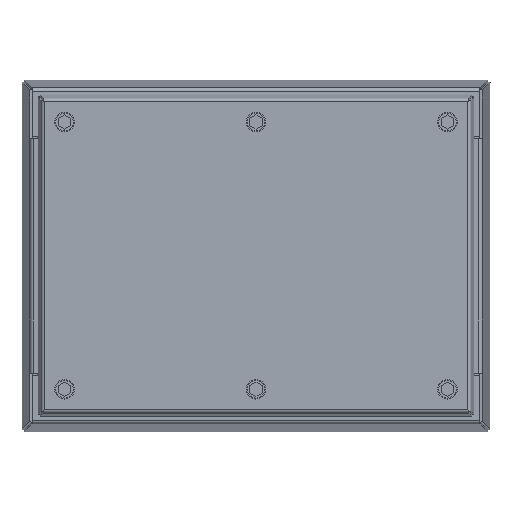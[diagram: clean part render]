
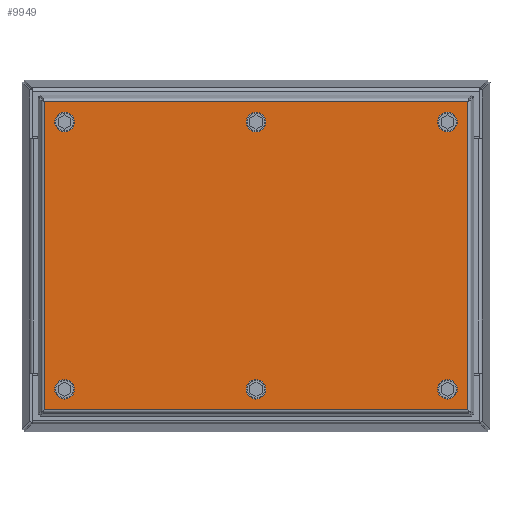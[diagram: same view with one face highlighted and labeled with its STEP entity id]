
A CAD part, top view. The second image highlights one B-rep face of the part: STEP entity #9949.
In plain terms, the highlighted planar face has unit normal (0, 0, 1).
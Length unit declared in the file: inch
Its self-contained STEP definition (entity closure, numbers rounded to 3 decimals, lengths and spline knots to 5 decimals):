
#523 = CARTESIAN_POINT ( 'NONE',  ( 0., 3.4095, 4.532 ) ) ;
#1124 = VERTEX_POINT ( 'NONE', #11084 ) ;
#1264 = EDGE_LOOP ( 'NONE', ( #8251 ) ) ;
#1271 = EDGE_CURVE ( 'NONE', #25302, #20982, #12250, .T. ) ;
#1855 = AXIS2_PLACEMENT_3D ( 'NONE', #18582, #20710, #18850 ) ;
#2686 = CIRCLE ( 'NONE', #1855, 0.1175 ) ;
#2786 = DIRECTION ( 'NONE',  ( 0., 0., -1. ) ) ;
#2903 = CARTESIAN_POINT ( 'NONE',  ( 0., 3.292, 4.532 ) ) ;
#3317 = CARTESIAN_POINT ( 'NONE',  ( 5.40084, 3.93434, 4.532 ) ) ;
#3331 = AXIS2_PLACEMENT_3D ( 'NONE', #22050, #19919, #8038 ) ;
#3446 = PLANE ( 'NONE',  #19094 ) ;
#3869 = AXIS2_PLACEMENT_3D ( 'NONE', #21982, #6135, #21602 ) ;
#4056 = AXIS2_PLACEMENT_3D ( 'NONE', #15526, #5906, #13932 ) ;
#5207 = VERTEX_POINT ( 'NONE', #25254 ) ;
#5287 = FACE_BOUND ( 'NONE', #1264, .T. ) ;
#5338 = VECTOR ( 'NONE', #22221, 39.37008 ) ;
#5446 = ORIENTED_EDGE ( 'NONE', *, *, #20078, .T. ) ;
#5906 = DIRECTION ( 'NONE',  ( 0., 0., -1. ) ) ;
#6091 = EDGE_CURVE ( 'NONE', #20978, #20978, #15941, .T. ) ;
#6135 = DIRECTION ( 'NONE',  ( 0., 0., -1. ) ) ;
#6231 = CARTESIAN_POINT ( 'NONE',  ( 4.883, 3.292, 4.532 ) ) ;
#6352 = DIRECTION ( 'NONE',  ( 1., 0., 0. ) ) ;
#6548 = DIRECTION ( 'NONE',  ( 0., 0., -1. ) ) ;
#6623 = CARTESIAN_POINT ( 'NONE',  ( -5.473, -3.93434, 4.532 ) ) ;
#6705 = EDGE_CURVE ( 'NONE', #25211, #17932, #12541, .T. ) ;
#6826 = DIRECTION ( 'NONE',  ( 0., -1., 0. ) ) ;
#7096 = CARTESIAN_POINT ( 'NONE',  ( 4.883, 3.4095, 4.532 ) ) ;
#7136 = VECTOR ( 'NONE', #7219, 39.37008 ) ;
#7219 = DIRECTION ( 'NONE',  ( 0., 1., 0. ) ) ;
#7492 = DIRECTION ( 'NONE',  ( 0., 0., -1. ) ) ;
#7623 = FACE_BOUND ( 'NONE', #23626, .T. ) ;
#7949 = AXIS2_PLACEMENT_3D ( 'NONE', #523, #6548, #22522 ) ;
#8038 = DIRECTION ( 'NONE',  ( 0., -1., 0. ) ) ;
#8142 = EDGE_LOOP ( 'NONE', ( #16906 ) ) ;
#8192 = VERTEX_POINT ( 'NONE', #6231 ) ;
#8251 = ORIENTED_EDGE ( 'NONE', *, *, #23809, .T. ) ;
#8336 = CARTESIAN_POINT ( 'NONE',  ( -5.473, 3.93434, 4.532 ) ) ;
#8489 = CIRCLE ( 'NONE', #3869, 0.1175 ) ;
#9177 = EDGE_CURVE ( 'NONE', #5207, #5207, #21310, .T. ) ;
#9211 = CARTESIAN_POINT ( 'NONE',  ( 5.40084, 4.0065, 4.532 ) ) ;
#9720 = ORIENTED_EDGE ( 'NONE', *, *, #9177, .T. ) ;
#9730 = FACE_BOUND ( 'NONE', #11912, .T. ) ;
#9887 = ORIENTED_EDGE ( 'NONE', *, *, #6091, .T. ) ;
#9949 = ADVANCED_FACE ( 'NONE', ( #21261, #11307, #7623, #25326, #17539, #5287, #9730 ), #3446, .F. ) ;
#10869 = EDGE_CURVE ( 'NONE', #24724, #24724, #2686, .T. ) ;
#11070 = EDGE_LOOP ( 'NONE', ( #12094 ) ) ;
#11084 = CARTESIAN_POINT ( 'NONE',  ( -4.883, 3.292, 4.532 ) ) ;
#11206 = ORIENTED_EDGE ( 'NONE', *, *, #14654, .F. ) ;
#11307 = FACE_BOUND ( 'NONE', #11070, .T. ) ;
#11427 = CARTESIAN_POINT ( 'NONE',  ( -5.473, 4.0065, 4.532 ) ) ;
#11589 = LINE ( 'NONE', #9211, #11645 ) ;
#11645 = VECTOR ( 'NONE', #25310, 39.37008 ) ;
#11679 = EDGE_CURVE ( 'NONE', #1124, #1124, #8489, .T. ) ;
#11726 = CARTESIAN_POINT ( 'NONE',  ( 5.40084, -3.93434, 4.532 ) ) ;
#11912 = EDGE_LOOP ( 'NONE', ( #9887 ) ) ;
#11960 = ORIENTED_EDGE ( 'NONE', *, *, #13144, .F. ) ;
#12094 = ORIENTED_EDGE ( 'NONE', *, *, #10869, .T. ) ;
#12250 = LINE ( 'NONE', #8336, #21374 ) ;
#12541 = LINE ( 'NONE', #6623, #5338 ) ;
#12787 = VERTEX_POINT ( 'NONE', #17014 ) ;
#12819 = CARTESIAN_POINT ( 'NONE',  ( -4.883, -3.527, 4.532 ) ) ;
#13144 = EDGE_CURVE ( 'NONE', #20982, #25211, #11589, .T. ) ;
#13152 = EDGE_LOOP ( 'NONE', ( #11960, #25580, #11206, #19073 ) ) ;
#13157 = CARTESIAN_POINT ( 'NONE',  ( -5.40084, 3.93434, 4.532 ) ) ;
#13281 = LINE ( 'NONE', #25316, #7136 ) ;
#13932 = DIRECTION ( 'NONE',  ( 0., -1., 0. ) ) ;
#14654 = EDGE_CURVE ( 'NONE', #17932, #25302, #13281, .T. ) ;
#15526 = CARTESIAN_POINT ( 'NONE',  ( 4.883, -3.4095, 4.532 ) ) ;
#15531 = DIRECTION ( 'NONE',  ( 0., 1., 0. ) ) ;
#15941 = CIRCLE ( 'NONE', #7949, 0.1175 ) ;
#16641 = EDGE_LOOP ( 'NONE', ( #5446 ) ) ;
#16749 = CIRCLE ( 'NONE', #3331, 0.1175 ) ;
#16906 = ORIENTED_EDGE ( 'NONE', *, *, #11679, .T. ) ;
#17014 = CARTESIAN_POINT ( 'NONE',  ( 0., -3.527, 4.532 ) ) ;
#17539 = FACE_BOUND ( 'NONE', #8142, .T. ) ;
#17932 = VERTEX_POINT ( 'NONE', #20056 ) ;
#18582 = CARTESIAN_POINT ( 'NONE',  ( -4.883, -3.4095, 4.532 ) ) ;
#18850 = DIRECTION ( 'NONE',  ( 0., -1., 0. ) ) ;
#19073 = ORIENTED_EDGE ( 'NONE', *, *, #6705, .F. ) ;
#19094 = AXIS2_PLACEMENT_3D ( 'NONE', #11427, #7492, #15531 ) ;
#19919 = DIRECTION ( 'NONE',  ( 0., 0., -1. ) ) ;
#20056 = CARTESIAN_POINT ( 'NONE',  ( -5.40084, -3.93434, 4.532 ) ) ;
#20078 = EDGE_CURVE ( 'NONE', #8192, #8192, #25795, .T. ) ;
#20339 = AXIS2_PLACEMENT_3D ( 'NONE', #7096, #2786, #6826 ) ;
#20710 = DIRECTION ( 'NONE',  ( 0., 0., -1. ) ) ;
#20978 = VERTEX_POINT ( 'NONE', #2903 ) ;
#20982 = VERTEX_POINT ( 'NONE', #3317 ) ;
#21261 = FACE_OUTER_BOUND ( 'NONE', #13152, .T. ) ;
#21310 = CIRCLE ( 'NONE', #4056, 0.1175 ) ;
#21374 = VECTOR ( 'NONE', #6352, 39.37008 ) ;
#21602 = DIRECTION ( 'NONE',  ( 0., -1., 0. ) ) ;
#21982 = CARTESIAN_POINT ( 'NONE',  ( -4.883, 3.4095, 4.532 ) ) ;
#22050 = CARTESIAN_POINT ( 'NONE',  ( 0., -3.4095, 4.532 ) ) ;
#22221 = DIRECTION ( 'NONE',  ( -1., 0., 0. ) ) ;
#22522 = DIRECTION ( 'NONE',  ( 0., -1., 0. ) ) ;
#23626 = EDGE_LOOP ( 'NONE', ( #9720 ) ) ;
#23809 = EDGE_CURVE ( 'NONE', #12787, #12787, #16749, .T. ) ;
#24724 = VERTEX_POINT ( 'NONE', #12819 ) ;
#25211 = VERTEX_POINT ( 'NONE', #11726 ) ;
#25254 = CARTESIAN_POINT ( 'NONE',  ( 4.883, -3.527, 4.532 ) ) ;
#25302 = VERTEX_POINT ( 'NONE', #13157 ) ;
#25310 = DIRECTION ( 'NONE',  ( 0., -1., 0. ) ) ;
#25316 = CARTESIAN_POINT ( 'NONE',  ( -5.40084, 4.0065, 4.532 ) ) ;
#25326 = FACE_BOUND ( 'NONE', #16641, .T. ) ;
#25580 = ORIENTED_EDGE ( 'NONE', *, *, #1271, .F. ) ;
#25795 = CIRCLE ( 'NONE', #20339, 0.1175 ) ;
